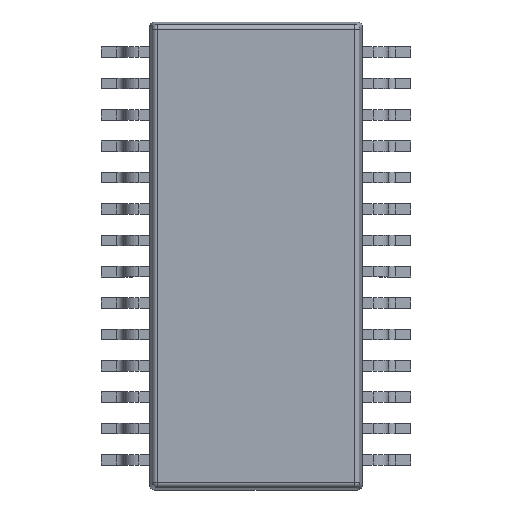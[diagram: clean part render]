
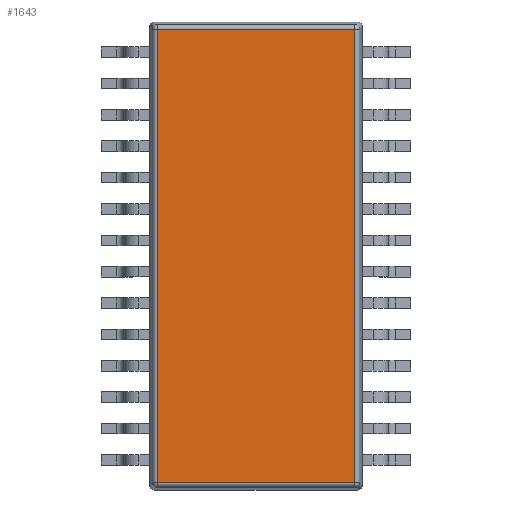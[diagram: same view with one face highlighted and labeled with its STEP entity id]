
A CAD part, top view. The second image highlights one B-rep face of the part: STEP entity #1643.
In plain terms, the highlighted face is planar.
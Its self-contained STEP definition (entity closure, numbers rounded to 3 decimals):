
#511=DIRECTION('',(-1.,0.,0.));
#512=VECTOR('',#511,9.4);
#513=CARTESIAN_POINT('',(4.7,0.375,-2.05));
#514=LINE('',#513,#512);
#525=DIRECTION('',(1.,0.,0.));
#526=VECTOR('',#525,9.4);
#527=CARTESIAN_POINT('',(-4.7,0.375,2.05));
#528=LINE('',#527,#526);
#1093=DIRECTION('',(0.,0.,1.));
#1094=VECTOR('',#1093,4.1);
#1095=CARTESIAN_POINT('',(-4.7,0.375,-2.05));
#1096=LINE('',#1095,#1094);
#1107=DIRECTION('',(0.,0.,-1.));
#1108=VECTOR('',#1107,4.1);
#1109=CARTESIAN_POINT('',(4.7,0.375,2.05));
#1110=LINE('',#1109,#1108);
#1145=CARTESIAN_POINT('',(4.7,0.375,2.05));
#1146=CARTESIAN_POINT('',(4.7,0.375,-2.05));
#1147=VERTEX_POINT('',#1145);
#1148=VERTEX_POINT('',#1146);
#1153=CARTESIAN_POINT('',(-4.7,0.375,-2.05));
#1154=VERTEX_POINT('',#1153);
#1159=CARTESIAN_POINT('',(-4.7,0.375,2.05));
#1160=VERTEX_POINT('',#1159);
#1629=CARTESIAN_POINT('',(0.,0.375,0.));
#1630=DIRECTION('',(0.,1.,0.));
#1631=DIRECTION('',(1.,0.,0.));
#1632=AXIS2_PLACEMENT_3D('',#1629,#1630,#1631);
#1633=PLANE('',#1632);
#1635=ORIENTED_EDGE('',*,*,#1634,.F.);
#1637=ORIENTED_EDGE('',*,*,#1636,.F.);
#1638=ORIENTED_EDGE('',*,*,#1620,.F.);
#1640=ORIENTED_EDGE('',*,*,#1639,.F.);
#1641=EDGE_LOOP('',(#1635,#1637,#1638,#1640));
#1642=FACE_OUTER_BOUND('',#1641,.F.);
#1620=EDGE_CURVE('',#1148,#1154,#514,.T.);
#1634=EDGE_CURVE('',#1160,#1147,#528,.T.);
#1636=EDGE_CURVE('',#1154,#1160,#1096,.T.);
#1639=EDGE_CURVE('',#1147,#1148,#1110,.T.);
#1643=ADVANCED_FACE('',(#1642),#1633,.T.);
